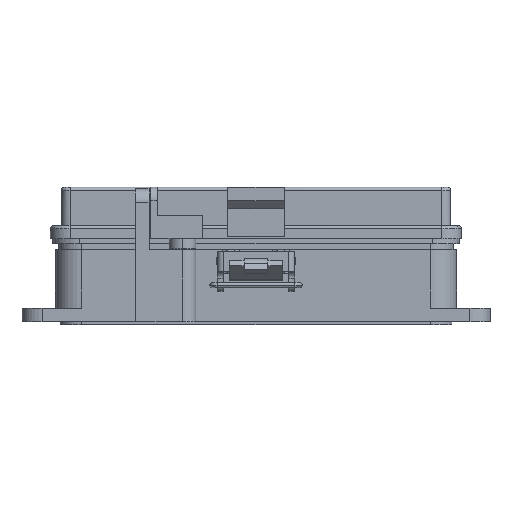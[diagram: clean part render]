
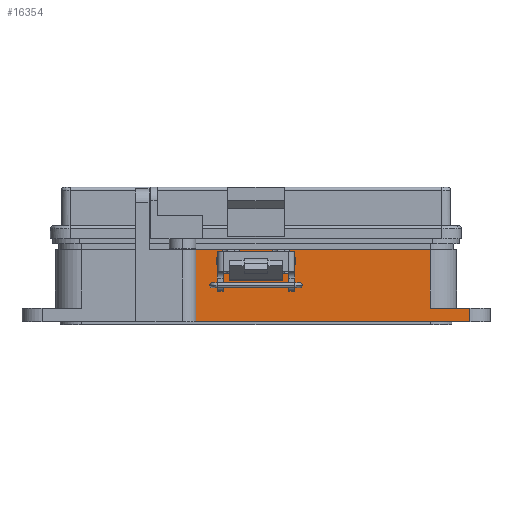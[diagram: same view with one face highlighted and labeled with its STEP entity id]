
A CAD part, front view. The second image highlights one B-rep face of the part: STEP entity #16354.
In plain terms, the highlighted planar face has unit normal (0, -1, 0).
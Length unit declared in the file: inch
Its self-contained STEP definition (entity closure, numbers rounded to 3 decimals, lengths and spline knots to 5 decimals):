
#12 = DIRECTION ( 'NONE',  ( 0., 0., -1. ) ) ;
#397 = VERTEX_POINT ( 'NONE', #20598 ) ;
#700 = LINE ( 'NONE', #24354, #21973 ) ;
#992 = FACE_OUTER_BOUND ( 'NONE', #19649, .T. ) ;
#1132 = VERTEX_POINT ( 'NONE', #19165 ) ;
#1139 = CARTESIAN_POINT ( 'NONE',  ( -0.3937, -0.57661, -1.19094 ) ) ;
#1467 = EDGE_CURVE ( 'NONE', #18198, #2928, #12076, .T. ) ;
#1951 = EDGE_CURVE ( 'NONE', #397, #1132, #14550, .T. ) ;
#2721 = DIRECTION ( 'NONE',  ( -1., 0., 0. ) ) ;
#2767 = LINE ( 'NONE', #22964, #12746 ) ;
#2814 = CARTESIAN_POINT ( 'NONE',  ( -1.39763, -0.57661, -1.76181 ) ) ;
#2871 = CARTESIAN_POINT ( 'NONE',  ( 2.05511, -0.57661, -1.76181 ) ) ;
#2928 = VERTEX_POINT ( 'NONE', #12712 ) ;
#2974 = ORIENTED_EDGE ( 'NONE', *, *, #9906, .T. ) ;
#3255 = CARTESIAN_POINT ( 'NONE',  ( -0.19685, -0.57661, -1.76181 ) ) ;
#3345 = EDGE_CURVE ( 'NONE', #12555, #25670, #24715, .T. ) ;
#3611 = VECTOR ( 'NONE', #13916, 39.37008 ) ;
#3811 = CARTESIAN_POINT ( 'NONE',  ( 0.35433, -0.57661, -0.91535 ) ) ;
#4227 = LINE ( 'NONE', #11901, #3611 ) ;
#4423 = EDGE_CURVE ( 'NONE', #397, #9477, #19880, .T. ) ;
#4600 = ORIENTED_EDGE ( 'NONE', *, *, #12796, .F. ) ;
#4765 = LINE ( 'NONE', #3811, #24807 ) ;
#4798 = CARTESIAN_POINT ( 'NONE',  ( -1.52362, -0.57661, -1.19094 ) ) ;
#5051 = ORIENTED_EDGE ( 'NONE', *, *, #4423, .F. ) ;
#5147 = DIRECTION ( 'NONE',  ( 0., -1., 0. ) ) ;
#5337 = CARTESIAN_POINT ( 'NONE',  ( 0.3937, -0.57661, -1.76181 ) ) ;
#5677 = ORIENTED_EDGE ( 'NONE', *, *, #20597, .T. ) ;
#5839 = DIRECTION ( 'NONE',  ( 1., 0., 0. ) ) ;
#6121 = VERTEX_POINT ( 'NONE', #10108 ) ;
#6261 = CARTESIAN_POINT ( 'NONE',  ( -0.70866, -0.57661, -1.76181 ) ) ;
#6277 = VERTEX_POINT ( 'NONE', #20607 ) ;
#6476 = VERTEX_POINT ( 'NONE', #7471 ) ;
#6522 = DIRECTION ( 'NONE',  ( 0., 0., -1. ) ) ;
#6784 = ORIENTED_EDGE ( 'NONE', *, *, #3345, .F. ) ;
#6906 = EDGE_CURVE ( 'NONE', #8027, #2928, #12484, .T. ) ;
#7335 = EDGE_CURVE ( 'NONE', #25228, #6121, #2767, .T. ) ;
#7342 = DIRECTION ( 'NONE',  ( 0., 0., -1. ) ) ;
#7471 = CARTESIAN_POINT ( 'NONE',  ( -0.70866, -0.57661, -1.76181 ) ) ;
#7912 = ORIENTED_EDGE ( 'NONE', *, *, #21718, .F. ) ;
#8027 = VERTEX_POINT ( 'NONE', #18023 ) ;
#8482 = CARTESIAN_POINT ( 'NONE',  ( 0.3937, -0.57661, -0.91535 ) ) ;
#9101 = AXIS2_PLACEMENT_3D ( 'NONE', #17111, #5147, #19108 ) ;
#9350 = CARTESIAN_POINT ( 'NONE',  ( 0.35433, -0.57661, -0.91535 ) ) ;
#9477 = VERTEX_POINT ( 'NONE', #15213 ) ;
#9523 = VECTOR ( 'NONE', #16675, 39.37008 ) ;
#9906 = EDGE_CURVE ( 'NONE', #13600, #6476, #10159, .T. ) ;
#10108 = CARTESIAN_POINT ( 'NONE',  ( -0.3937, -0.57661, -0.91535 ) ) ;
#10159 = LINE ( 'NONE', #6261, #24883 ) ;
#10652 = VECTOR ( 'NONE', #7342, 39.37008 ) ;
#11452 = EDGE_CURVE ( 'NONE', #13003, #6277, #14265, .T. ) ;
#11801 = ORIENTED_EDGE ( 'NONE', *, *, #12004, .T. ) ;
#11860 = VECTOR ( 'NONE', #14840, 39.37008 ) ;
#11901 = CARTESIAN_POINT ( 'NONE',  ( -1.52362, -0.57661, -1.19094 ) ) ;
#12004 = EDGE_CURVE ( 'NONE', #6476, #25670, #24878, .T. ) ;
#12076 = LINE ( 'NONE', #16610, #22120 ) ;
#12484 = LINE ( 'NONE', #2871, #11860 ) ;
#12555 = VERTEX_POINT ( 'NONE', #13162 ) ;
#12613 = CARTESIAN_POINT ( 'NONE',  ( 2.51968, -0.57661, -1.76181 ) ) ;
#12712 = CARTESIAN_POINT ( 'NONE',  ( 2.05511, -0.57661, -0.91535 ) ) ;
#12746 = VECTOR ( 'NONE', #22877, 39.37008 ) ;
#12796 = EDGE_CURVE ( 'NONE', #8027, #12555, #15066, .T. ) ;
#12834 = LINE ( 'NONE', #5337, #10652 ) ;
#12870 = CARTESIAN_POINT ( 'NONE',  ( 0.3937, -0.57661, -1.19094 ) ) ;
#13003 = VERTEX_POINT ( 'NONE', #12870 ) ;
#13162 = CARTESIAN_POINT ( 'NONE',  ( 2.51968, -0.57661, -1.60433 ) ) ;
#13457 = DIRECTION ( 'NONE',  ( 1., 0., 0. ) ) ;
#13570 = ORIENTED_EDGE ( 'NONE', *, *, #7335, .T. ) ;
#13600 = VERTEX_POINT ( 'NONE', #17379 ) ;
#13916 = DIRECTION ( 'NONE',  ( -1., 0., 0. ) ) ;
#14099 = CARTESIAN_POINT ( 'NONE',  ( 2.48173, -0.57661, -1.60433 ) ) ;
#14265 = LINE ( 'NONE', #4798, #24308 ) ;
#14357 = DIRECTION ( 'NONE',  ( 0., 0., 1. ) ) ;
#14550 = LINE ( 'NONE', #3255, #24574 ) ;
#14577 = VECTOR ( 'NONE', #13457, 39.37008 ) ;
#14840 = DIRECTION ( 'NONE',  ( 0., 0., 1. ) ) ;
#15066 = LINE ( 'NONE', #14099, #25708 ) ;
#15213 = CARTESIAN_POINT ( 'NONE',  ( 0.19685, -0.57661, -0.91535 ) ) ;
#15796 = ORIENTED_EDGE ( 'NONE', *, *, #6906, .T. ) ;
#16022 = CARTESIAN_POINT ( 'NONE',  ( 2.51968, -0.57661, -1.76181 ) ) ;
#16354 = ADVANCED_FACE ( 'NONE', ( #992 ), #21055, .T. ) ;
#16610 = CARTESIAN_POINT ( 'NONE',  ( 0.35433, -0.57661, -0.91535 ) ) ;
#16675 = DIRECTION ( 'NONE',  ( 1., 0., 0. ) ) ;
#16839 = ORIENTED_EDGE ( 'NONE', *, *, #18372, .T. ) ;
#17111 = CARTESIAN_POINT ( 'NONE',  ( -1.52362, -0.57661, -1.76181 ) ) ;
#17379 = CARTESIAN_POINT ( 'NONE',  ( -0.70866, -0.57661, -0.91535 ) ) ;
#18023 = CARTESIAN_POINT ( 'NONE',  ( 2.05511, -0.57661, -1.60433 ) ) ;
#18198 = VERTEX_POINT ( 'NONE', #8482 ) ;
#18372 = EDGE_CURVE ( 'NONE', #18198, #13003, #12834, .T. ) ;
#18790 = DIRECTION ( 'NONE',  ( 0., 0., -1. ) ) ;
#19108 = DIRECTION ( 'NONE',  ( 0., 0., -1. ) ) ;
#19165 = CARTESIAN_POINT ( 'NONE',  ( -0.19685, -0.57661, -1.19094 ) ) ;
#19361 = VECTOR ( 'NONE', #12, 39.37008 ) ;
#19649 = EDGE_LOOP ( 'NONE', ( #4600, #15796, #25240, #16839, #24657, #25621, #5051, #21344, #5677, #13570, #7912, #2974, #11801, #6784 ) ) ;
#19880 = LINE ( 'NONE', #9350, #14577 ) ;
#20597 = EDGE_CURVE ( 'NONE', #1132, #25228, #4227, .T. ) ;
#20598 = CARTESIAN_POINT ( 'NONE',  ( -0.19685, -0.57661, -0.91535 ) ) ;
#20607 = CARTESIAN_POINT ( 'NONE',  ( 0.19685, -0.57661, -1.19094 ) ) ;
#21055 = PLANE ( 'NONE',  #9101 ) ;
#21344 = ORIENTED_EDGE ( 'NONE', *, *, #1951, .T. ) ;
#21718 = EDGE_CURVE ( 'NONE', #13600, #6121, #4765, .T. ) ;
#21973 = VECTOR ( 'NONE', #14357, 39.37008 ) ;
#21993 = DIRECTION ( 'NONE',  ( 1., 0., 0. ) ) ;
#22120 = VECTOR ( 'NONE', #22332, 39.37008 ) ;
#22332 = DIRECTION ( 'NONE',  ( 1., 0., 0. ) ) ;
#22877 = DIRECTION ( 'NONE',  ( 0., 0., 1. ) ) ;
#22964 = CARTESIAN_POINT ( 'NONE',  ( -0.3937, -0.57661, -1.76181 ) ) ;
#23553 = EDGE_CURVE ( 'NONE', #6277, #9477, #700, .T. ) ;
#24308 = VECTOR ( 'NONE', #2721, 39.37008 ) ;
#24354 = CARTESIAN_POINT ( 'NONE',  ( 0.19685, -0.57661, -1.76181 ) ) ;
#24574 = VECTOR ( 'NONE', #18790, 39.37008 ) ;
#24657 = ORIENTED_EDGE ( 'NONE', *, *, #11452, .T. ) ;
#24715 = LINE ( 'NONE', #16022, #19361 ) ;
#24807 = VECTOR ( 'NONE', #5839, 39.37008 ) ;
#24878 = LINE ( 'NONE', #2814, #9523 ) ;
#24883 = VECTOR ( 'NONE', #6522, 39.37008 ) ;
#25228 = VERTEX_POINT ( 'NONE', #1139 ) ;
#25240 = ORIENTED_EDGE ( 'NONE', *, *, #1467, .F. ) ;
#25621 = ORIENTED_EDGE ( 'NONE', *, *, #23553, .T. ) ;
#25670 = VERTEX_POINT ( 'NONE', #12613 ) ;
#25708 = VECTOR ( 'NONE', #21993, 39.37008 ) ;
